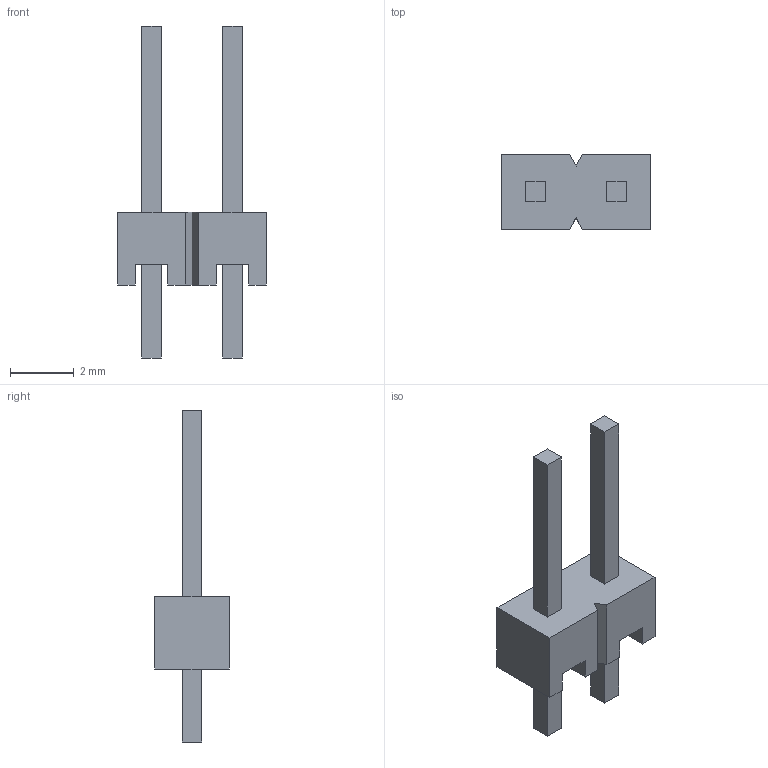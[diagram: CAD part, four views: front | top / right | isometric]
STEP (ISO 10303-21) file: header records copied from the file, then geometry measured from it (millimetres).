
FILE_DESCRIPTION((''),'2;1');
FILE_NAME('C-5-146285-2','2017-06-28T',('workeradm'),('Tyco Electronics Ltd.'),'CREO PARAMETRIC BY PTC INC, 2016050','CREO PARAMETRIC BY PTC INC, 2016050','');
FILE_SCHEMA(('AUTOMOTIVE_DESIGN { 1 0 10303 214 1 1 1 1 }'));
Length unit declared in the file: millimetre
Products named in the file (1): C-5-146285-2
Bounding box: 4.67 x 2.34 x 10.42 mm (x, y, z)
Volume: 28.4 mm3; surface area: 102.5 mm2
Topology: 1 solids, 1 shells, 40 faces, 102 edges, 68 vertices
Faces by surface type: plane 40
Entity records: 1230 total; most frequent: CARTESIAN_POINT 212, ORIENTED_EDGE 204, DIRECTION 182, VECTOR 102, LINE 102, EDGE_CURVE 102, VERTEX_POINT 68, EDGE_LOOP 44
